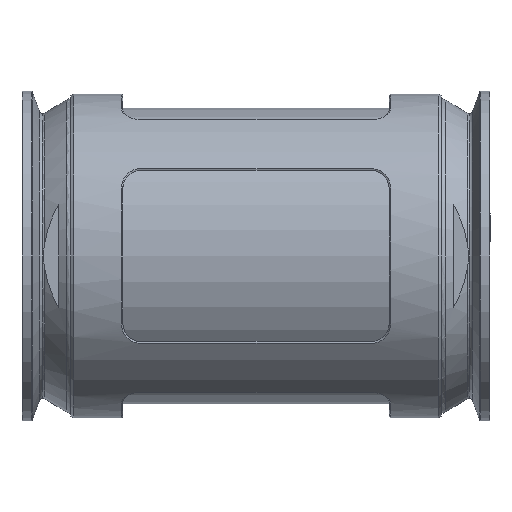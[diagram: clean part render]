
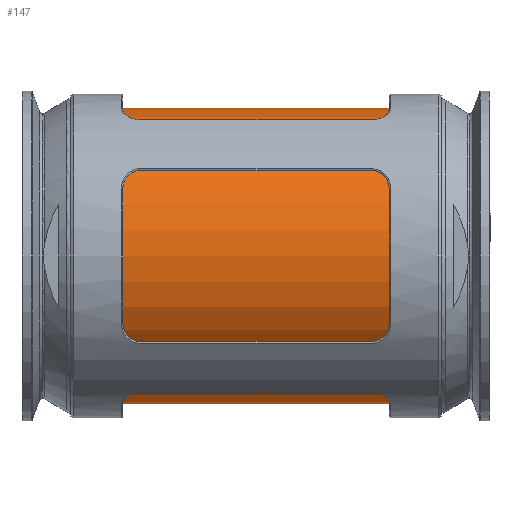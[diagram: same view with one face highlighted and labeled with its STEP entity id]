
A CAD part, front view. The second image highlights one B-rep face of the part: STEP entity #147.
In plain terms, the highlighted cylindrical face has radius 82.15 mm (diameter 164.3 mm), a partial arc.
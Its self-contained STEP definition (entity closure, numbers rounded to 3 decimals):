
#75 = ORIENTED_EDGE ( 'NONE', *, *, #8367, .T. ) ;
#147 = ADVANCED_FACE ( 'NONE', ( #16498 ), #14797, .T. ) ;
#1345 = CARTESIAN_POINT ( 'NONE',  ( 186.5, 0., 0. ) ) ;
#2252 = VERTEX_POINT ( 'NONE', #22728 ) ;
#2733 = DIRECTION ( 'NONE',  ( 0., 0., -1. ) ) ;
#3423 = CIRCLE ( 'NONE', #9998, 82.15 ) ;
#5147 = CARTESIAN_POINT ( 'NONE',  ( 187., 0., -82.15 ) ) ;
#5508 = ORIENTED_EDGE ( 'NONE', *, *, #12513, .T. ) ;
#6142 = VERTEX_POINT ( 'NONE', #11076 ) ;
#6334 = CARTESIAN_POINT ( 'NONE',  ( 187., 0., 82.15 ) ) ;
#6942 = VERTEX_POINT ( 'NONE', #11401 ) ;
#7659 = DIRECTION ( 'NONE',  ( 0., 0., -1. ) ) ;
#7931 = EDGE_CURVE ( 'NONE', #6942, #8447, #20029, .T. ) ;
#8367 = EDGE_CURVE ( 'NONE', #2252, #8447, #11628, .T. ) ;
#8447 = VERTEX_POINT ( 'NONE', #13599 ) ;
#8892 = DIRECTION ( 'NONE',  ( -1., 0., 0. ) ) ;
#9286 = EDGE_CURVE ( 'NONE', #6942, #6142, #3423, .T. ) ;
#9998 = AXIS2_PLACEMENT_3D ( 'NONE', #1345, #17369, #2733 ) ;
#10274 = ORIENTED_EDGE ( 'NONE', *, *, #9286, .T. ) ;
#10468 = AXIS2_PLACEMENT_3D ( 'NONE', #13124, #11307, #7659 ) ;
#11076 = CARTESIAN_POINT ( 'NONE',  ( 186.5, 0., 82.15 ) ) ;
#11165 = DIRECTION ( 'NONE',  ( 0., 0., 1. ) ) ;
#11307 = DIRECTION ( 'NONE',  ( 1., 0., 0. ) ) ;
#11401 = CARTESIAN_POINT ( 'NONE',  ( 186.5, 0., -82.15 ) ) ;
#11628 = CIRCLE ( 'NONE', #10468, 82.15 ) ;
#11748 = EDGE_LOOP ( 'NONE', ( #14208, #10274, #5508, #75 ) ) ;
#12513 = EDGE_CURVE ( 'NONE', #6142, #2252, #21458, .T. ) ;
#12999 = DIRECTION ( 'NONE',  ( -1., 0., 0. ) ) ;
#13124 = CARTESIAN_POINT ( 'NONE',  ( 0.5, 0., 0. ) ) ;
#13599 = CARTESIAN_POINT ( 'NONE',  ( 0.5, 0., -82.15 ) ) ;
#14208 = ORIENTED_EDGE ( 'NONE', *, *, #7931, .F. ) ;
#14797 = CYLINDRICAL_SURFACE ( 'NONE', #15868, 82.15 ) ;
#15868 = AXIS2_PLACEMENT_3D ( 'NONE', #22186, #12999, #11165 ) ;
#16498 = FACE_OUTER_BOUND ( 'NONE', #11748, .T. ) ;
#17369 = DIRECTION ( 'NONE',  ( -1., 0., 0. ) ) ;
#20029 = LINE ( 'NONE', #5147, #23218 ) ;
#21286 = VECTOR ( 'NONE', #23155, 1000. ) ;
#21458 = LINE ( 'NONE', #6334, #21286 ) ;
#22186 = CARTESIAN_POINT ( 'NONE',  ( 187., 0., 0. ) ) ;
#22728 = CARTESIAN_POINT ( 'NONE',  ( 0.5, 0., 82.15 ) ) ;
#23155 = DIRECTION ( 'NONE',  ( -1., 0., 0. ) ) ;
#23218 = VECTOR ( 'NONE', #8892, 1000. ) ;
